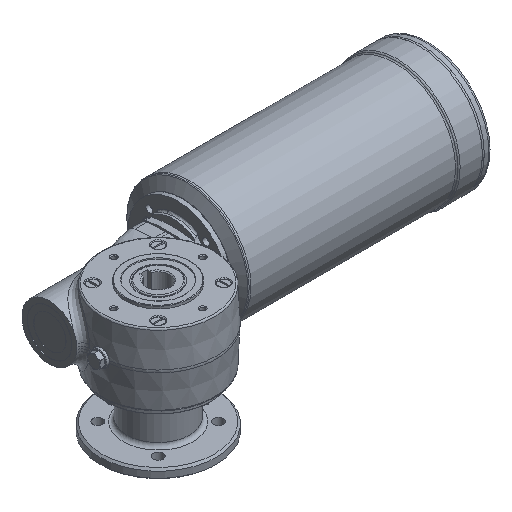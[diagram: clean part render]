
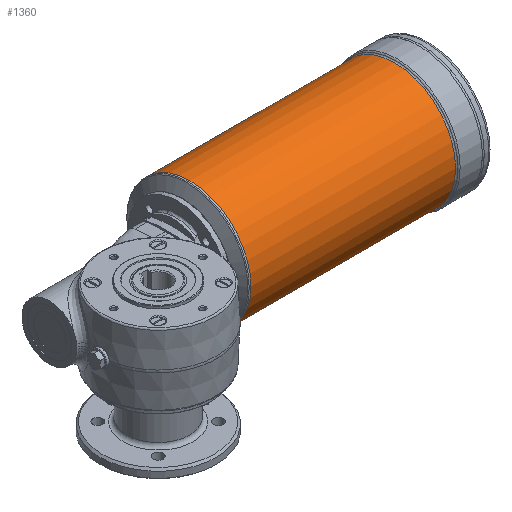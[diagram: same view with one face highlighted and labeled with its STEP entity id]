
A CAD part, isometric view. The second image highlights one B-rep face of the part: STEP entity #1360.
In plain terms, the highlighted cylindrical face has radius 64.5 mm (diameter 129 mm), a full revolution.
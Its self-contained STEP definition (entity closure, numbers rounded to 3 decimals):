
#1360 = ADVANCED_FACE( '', ( #3058, #3059 ), #3060, .T. );
#3058 = FACE_OUTER_BOUND( '', #6729, .T. );
#3059 = FACE_OUTER_BOUND( '', #6730, .T. );
#3060 = CYLINDRICAL_SURFACE( '', #6731, 64.5 );
#6729 = EDGE_LOOP( '', ( #11000 ) );
#6730 = EDGE_LOOP( '', ( #11001 ) );
#6731 = AXIS2_PLACEMENT_3D( '', #11002, #11003, #11004 );
#11000 = ORIENTED_EDGE( '', *, *, #13015, .T. );
#11001 = ORIENTED_EDGE( '', *, *, #12352, .T. );
#11002 = CARTESIAN_POINT( '', ( 243.668, 50., 0. ) );
#11003 = DIRECTION( '', ( -1., 0., 0. ) );
#11004 = DIRECTION( '', ( 0., 1., 0. ) );
#12352 = EDGE_CURVE( '', #14126, #14126, #14127, .T. );
#13015 = EDGE_CURVE( '', #15070, #15070, #15071, .F. );
#14126 = VERTEX_POINT( '', #16925 );
#14127 = CIRCLE( '', #16926, 64.5 );
#15070 = VERTEX_POINT( '', #19081 );
#15071 = CIRCLE( '', #19082, 64.5 );
#16925 = CARTESIAN_POINT( '', ( 83.5, 114.5, 0. ) );
#16926 = AXIS2_PLACEMENT_3D( '', #20621, #20622, #20623 );
#19081 = CARTESIAN_POINT( '', ( 299.672, 114.5, 0. ) );
#19082 = AXIS2_PLACEMENT_3D( '', #21299, #21300, #21301 );
#20621 = CARTESIAN_POINT( '', ( 83.5, 50., 0. ) );
#20622 = DIRECTION( '', ( 1., 0., 0. ) );
#20623 = DIRECTION( '', ( 0., 1., 0. ) );
#21299 = CARTESIAN_POINT( '', ( 299.672, 50., 0. ) );
#21300 = DIRECTION( '', ( 1., 0., 0. ) );
#21301 = DIRECTION( '', ( 0., 1., 0. ) );
